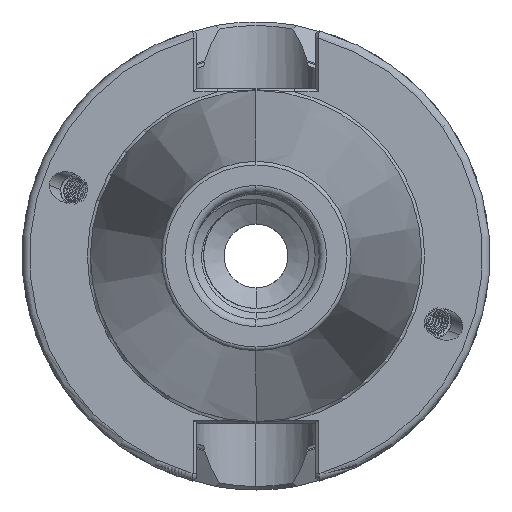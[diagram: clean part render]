
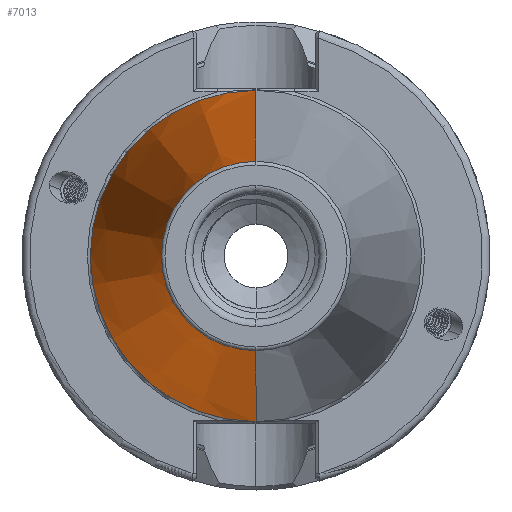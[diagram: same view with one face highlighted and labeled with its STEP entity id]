
A CAD part, left-side view. The second image highlights one B-rep face of the part: STEP entity #7013.
In plain terms, the highlighted conical face has half-angle 8.297 degrees and reference radius 22.298 mm.
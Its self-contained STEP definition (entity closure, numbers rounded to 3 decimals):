
#675 = CARTESIAN_POINT ( 'NONE',  ( -1.5, 0., -22.298 ) ) ;
#676 = CARTESIAN_POINT ( 'NONE',  ( -1.5, 0., 22.298 ) ) ;
#677 = CARTESIAN_POINT ( 'NONE',  ( -66.972, 0., -12.75 ) ) ;
#678 = CARTESIAN_POINT ( 'NONE',  ( -66.972, 0., 12.75 ) ) ;
#900 = AXIS2_PLACEMENT_3D ( 'NONE', #12330, #12334, #12335 ) ;
#1298 = ORIENTED_EDGE ( 'NONE', *, *, #6948, .F. ) ;
#1299 = ORIENTED_EDGE ( 'NONE', *, *, #6950, .T. ) ;
#1300 = ORIENTED_EDGE ( 'NONE', *, *, #6952, .F. ) ;
#1301 = ORIENTED_EDGE ( 'NONE', *, *, #6949, .T. ) ;
#3279 = EDGE_LOOP ( 'NONE', ( #1301, #1299, #1300, #1298 ) ) ;
#3962 = VECTOR ( 'NONE', #12333, 1000. ) ;
#3966 = AXIS2_PLACEMENT_3D ( 'NONE', #12336, #12343, #12344 ) ;
#3975 = VECTOR ( 'NONE', #12339, 1000. ) ;
#5315 = VERTEX_POINT ( 'NONE', #675 ) ;
#5316 = VERTEX_POINT ( 'NONE', #676 ) ;
#5317 = VERTEX_POINT ( 'NONE', #677 ) ;
#5318 = VERTEX_POINT ( 'NONE', #678 ) ;
#6701 = CIRCLE ( 'NONE', #900, 12.75 ) ;
#6702 = CIRCLE ( 'NONE', #3966, 22.298 ) ;
#6734 = CONICAL_SURFACE ( 'NONE', #9761, 22.298, 0.145 ) ;
#6948 = EDGE_CURVE ( 'NONE', #5317, #5315, #12331, .T. ) ;
#6949 = EDGE_CURVE ( 'NONE', #5317, #5318, #6701, .T. ) ;
#6950 = EDGE_CURVE ( 'NONE', #5318, #5316, #12337, .T. ) ;
#6952 = EDGE_CURVE ( 'NONE', #5315, #5316, #6702, .T. ) ;
#7013 = ADVANCED_FACE ( 'NONE', ( #9756 ), #6734, .T. ) ;
#9756 = FACE_OUTER_BOUND ( 'NONE', #3279, .T. ) ;
#9761 = AXIS2_PLACEMENT_3D ( 'NONE', #12582, #12583, #12584 ) ;
#12330 = CARTESIAN_POINT ( 'NONE',  ( -66.972, 0., 0. ) ) ;
#12331 = LINE ( 'NONE', #12332, #3962 ) ;
#12332 = CARTESIAN_POINT ( 'NONE',  ( -1.5, 0., -22.298 ) ) ;
#12333 = DIRECTION ( 'NONE',  ( 0.99, 0., -0.144 ) ) ;
#12334 = DIRECTION ( 'NONE',  ( 1., 0., 0. ) ) ;
#12335 = DIRECTION ( 'NONE',  ( 0., 0., -1. ) ) ;
#12336 = CARTESIAN_POINT ( 'NONE',  ( -1.5, 0., 0. ) ) ;
#12337 = LINE ( 'NONE', #12338, #3975 ) ;
#12338 = CARTESIAN_POINT ( 'NONE',  ( -1.5, 0., 22.298 ) ) ;
#12339 = DIRECTION ( 'NONE',  ( 0.99, 0., 0.144 ) ) ;
#12343 = DIRECTION ( 'NONE',  ( 1., 0., 0. ) ) ;
#12344 = DIRECTION ( 'NONE',  ( 0., 0., -1. ) ) ;
#12582 = CARTESIAN_POINT ( 'NONE',  ( -1.5, 0., 0. ) ) ;
#12583 = DIRECTION ( 'NONE',  ( 1., 0., 0. ) ) ;
#12584 = DIRECTION ( 'NONE',  ( 0., 0., -1. ) ) ;
